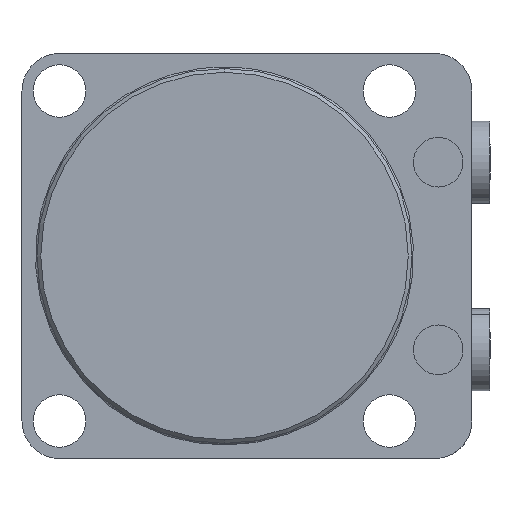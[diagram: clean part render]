
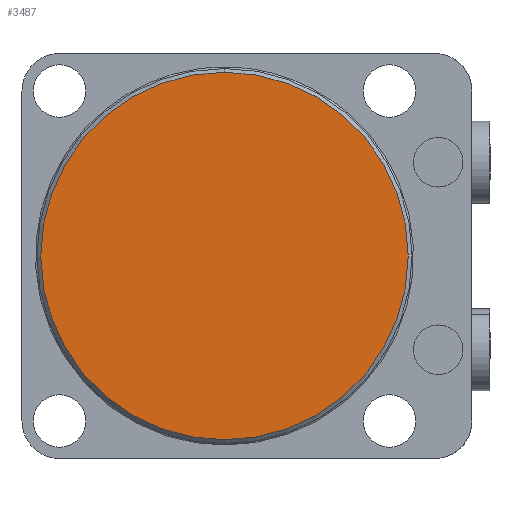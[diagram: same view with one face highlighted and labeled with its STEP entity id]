
A CAD part, front view. The second image highlights one B-rep face of the part: STEP entity #3487.
In plain terms, the highlighted planar face has unit normal (0, -1, 0).
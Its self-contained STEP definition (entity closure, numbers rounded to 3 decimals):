
#432 = DIRECTION ( 'NONE',  ( 0., 0., -1. ) ) ;
#433 = DIRECTION ( 'NONE',  ( 0., -1., 0. ) ) ;
#435 = PLANE ( 'NONE',  #3608 ) ;
#437 = CARTESIAN_POINT ( 'NONE',  ( 0., -90., 0. ) ) ;
#854 = EDGE_LOOP ( 'NONE', ( #1729, #1626 ) ) ;
#908 = VERTEX_POINT ( 'NONE', #2040 ) ;
#920 = VERTEX_POINT ( 'NONE', #2029 ) ;
#1132 = AXIS2_PLACEMENT_3D ( 'NONE', #1940, #1939, #1938 ) ;
#1133 = EDGE_CURVE ( 'NONE', #920, #908, #1406, .T. ) ;
#1406 = CIRCLE ( 'NONE', #1132, 49. ) ;
#1626 = ORIENTED_EDGE ( 'NONE', *, *, #2677, .F. ) ;
#1729 = ORIENTED_EDGE ( 'NONE', *, *, #1133, .F. ) ;
#1938 = DIRECTION ( 'NONE',  ( 0., 0., 1. ) ) ;
#1939 = DIRECTION ( 'NONE',  ( 0., 1., 0. ) ) ;
#1940 = CARTESIAN_POINT ( 'NONE',  ( 0., -90., 0. ) ) ;
#2029 = CARTESIAN_POINT ( 'NONE',  ( 0., -90., 49. ) ) ;
#2040 = CARTESIAN_POINT ( 'NONE',  ( 0., -90., -49. ) ) ;
#2382 = FACE_OUTER_BOUND ( 'NONE', #854, .T. ) ;
#2457 = CIRCLE ( 'NONE', #3658, 49. ) ;
#2677 = EDGE_CURVE ( 'NONE', #908, #920, #2457, .T. ) ;
#3368 = DIRECTION ( 'NONE',  ( 0., 0., 1. ) ) ;
#3369 = DIRECTION ( 'NONE',  ( 0., 1., 0. ) ) ;
#3370 = CARTESIAN_POINT ( 'NONE',  ( 0., -90., 0. ) ) ;
#3487 = ADVANCED_FACE ( 'NONE', ( #2382 ), #435, .T. ) ;
#3608 = AXIS2_PLACEMENT_3D ( 'NONE', #437, #433, #432 ) ;
#3658 = AXIS2_PLACEMENT_3D ( 'NONE', #3370, #3369, #3368 ) ;
